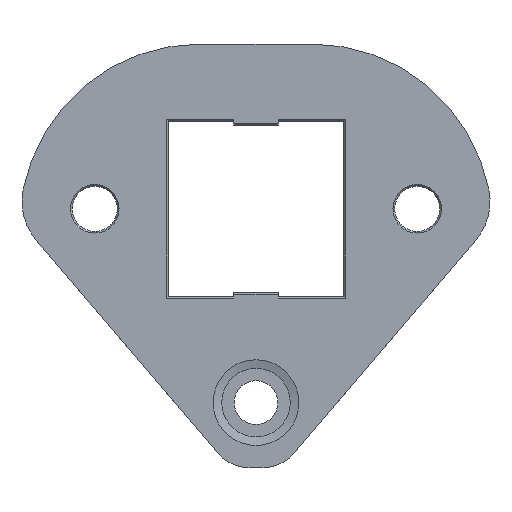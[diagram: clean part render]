
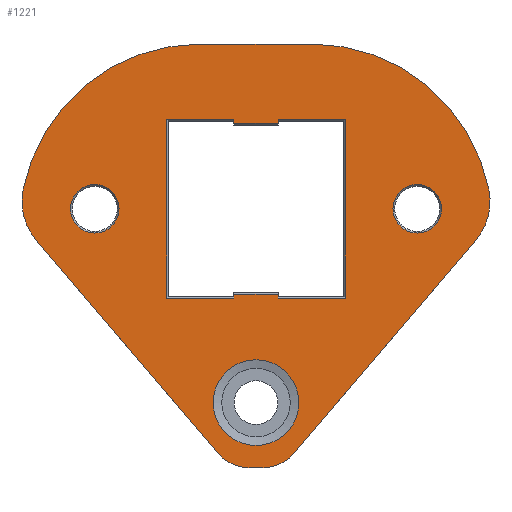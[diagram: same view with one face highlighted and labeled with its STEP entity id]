
A CAD part, front view. The second image highlights one B-rep face of the part: STEP entity #1221.
In plain terms, the highlighted planar face has unit normal (0, -1, 0).
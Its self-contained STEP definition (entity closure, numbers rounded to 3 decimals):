
#35=FACE_BOUND('',#173,.T.);
#36=FACE_BOUND('',#174,.T.);
#37=FACE_BOUND('',#175,.T.);
#38=FACE_BOUND('',#176,.T.);
#50=CIRCLE('',#1301,5.);
#51=CIRCLE('',#1302,5.);
#52=CIRCLE('',#1303,7.);
#53=CIRCLE('',#1304,21.);
#54=CIRCLE('',#1305,21.);
#55=CIRCLE('',#1306,7.);
#56=CIRCLE('',#1307,2.825);
#57=CIRCLE('',#1308,2.825);
#58=CIRCLE('',#1309,5.);
#107=FACE_OUTER_BOUND('',#172,.T.);
#172=EDGE_LOOP('',(#818,#819,#820,#821,#822,#823,#824,#825,#826,#827));
#173=EDGE_LOOP('',(#828));
#174=EDGE_LOOP('',(#829));
#175=EDGE_LOOP('',(#830));
#176=EDGE_LOOP('',(#831,#832,#833,#834,#835,#836,#837,#838,#839,#840,#841,
#842));
#253=LINE('',#1797,#381);
#254=LINE('',#1800,#382);
#259=LINE('',#1813,#387);
#260=LINE('',#1817,#388);
#261=LINE('',#1823,#389);
#262=LINE('',#1828,#390);
#263=LINE('',#1836,#391);
#264=LINE('',#1838,#392);
#265=LINE('',#1840,#393);
#266=LINE('',#1842,#394);
#267=LINE('',#1844,#395);
#268=LINE('',#1846,#396);
#269=LINE('',#1848,#397);
#270=LINE('',#1850,#398);
#271=LINE('',#1852,#399);
#272=LINE('',#1853,#400);
#381=VECTOR('',#1425,10.);
#382=VECTOR('',#1428,10.);
#387=VECTOR('',#1437,10.);
#388=VECTOR('',#1440,10.);
#389=VECTOR('',#1445,10.);
#390=VECTOR('',#1450,10.);
#391=VECTOR('',#1457,10.);
#392=VECTOR('',#1458,10.);
#393=VECTOR('',#1459,10.);
#394=VECTOR('',#1460,10.);
#395=VECTOR('',#1461,10.);
#396=VECTOR('',#1462,10.);
#397=VECTOR('',#1463,10.);
#398=VECTOR('',#1464,10.);
#399=VECTOR('',#1465,10.);
#400=VECTOR('',#1466,10.);
#506=VERTEX_POINT('',#1790);
#509=VERTEX_POINT('',#1795);
#510=VERTEX_POINT('',#1799);
#514=VERTEX_POINT('',#1809);
#515=VERTEX_POINT('',#1810);
#516=VERTEX_POINT('',#1812);
#517=VERTEX_POINT('',#1814);
#518=VERTEX_POINT('',#1816);
#519=VERTEX_POINT('',#1818);
#520=VERTEX_POINT('',#1820);
#521=VERTEX_POINT('',#1822);
#522=VERTEX_POINT('',#1824);
#523=VERTEX_POINT('',#1826);
#524=VERTEX_POINT('',#1829);
#525=VERTEX_POINT('',#1831);
#526=VERTEX_POINT('',#1833);
#527=VERTEX_POINT('',#1835);
#528=VERTEX_POINT('',#1837);
#529=VERTEX_POINT('',#1839);
#530=VERTEX_POINT('',#1841);
#531=VERTEX_POINT('',#1843);
#532=VERTEX_POINT('',#1845);
#533=VERTEX_POINT('',#1847);
#534=VERTEX_POINT('',#1849);
#535=VERTEX_POINT('',#1851);
#628=EDGE_CURVE('',#509,#506,#253,.T.);
#629=EDGE_CURVE('',#506,#510,#254,.T.);
#634=EDGE_CURVE('',#514,#515,#50,.T.);
#635=EDGE_CURVE('',#516,#514,#259,.T.);
#636=EDGE_CURVE('',#517,#516,#51,.T.);
#637=EDGE_CURVE('',#518,#517,#260,.T.);
#638=EDGE_CURVE('',#519,#518,#52,.T.);
#639=EDGE_CURVE('',#520,#519,#53,.T.);
#640=EDGE_CURVE('',#520,#521,#261,.T.);
#641=EDGE_CURVE('',#522,#521,#54,.T.);
#642=EDGE_CURVE('',#523,#522,#55,.T.);
#643=EDGE_CURVE('',#523,#515,#262,.T.);
#644=EDGE_CURVE('',#524,#524,#56,.T.);
#645=EDGE_CURVE('',#525,#525,#57,.T.);
#646=EDGE_CURVE('',#526,#526,#58,.T.);
#647=EDGE_CURVE('',#527,#509,#263,.T.);
#648=EDGE_CURVE('',#528,#527,#264,.T.);
#649=EDGE_CURVE('',#529,#528,#265,.T.);
#650=EDGE_CURVE('',#530,#529,#266,.T.);
#651=EDGE_CURVE('',#531,#530,#267,.T.);
#652=EDGE_CURVE('',#532,#531,#268,.T.);
#653=EDGE_CURVE('',#533,#532,#269,.T.);
#654=EDGE_CURVE('',#534,#533,#270,.T.);
#655=EDGE_CURVE('',#535,#534,#271,.T.);
#656=EDGE_CURVE('',#510,#535,#272,.T.);
#818=ORIENTED_EDGE('',*,*,#634,.F.);
#819=ORIENTED_EDGE('',*,*,#635,.F.);
#820=ORIENTED_EDGE('',*,*,#636,.F.);
#821=ORIENTED_EDGE('',*,*,#637,.F.);
#822=ORIENTED_EDGE('',*,*,#638,.F.);
#823=ORIENTED_EDGE('',*,*,#639,.F.);
#824=ORIENTED_EDGE('',*,*,#640,.T.);
#825=ORIENTED_EDGE('',*,*,#641,.F.);
#826=ORIENTED_EDGE('',*,*,#642,.F.);
#827=ORIENTED_EDGE('',*,*,#643,.T.);
#828=ORIENTED_EDGE('',*,*,#644,.F.);
#829=ORIENTED_EDGE('',*,*,#645,.F.);
#830=ORIENTED_EDGE('',*,*,#646,.T.);
#831=ORIENTED_EDGE('',*,*,#628,.F.);
#832=ORIENTED_EDGE('',*,*,#647,.F.);
#833=ORIENTED_EDGE('',*,*,#648,.F.);
#834=ORIENTED_EDGE('',*,*,#649,.F.);
#835=ORIENTED_EDGE('',*,*,#650,.F.);
#836=ORIENTED_EDGE('',*,*,#651,.F.);
#837=ORIENTED_EDGE('',*,*,#652,.F.);
#838=ORIENTED_EDGE('',*,*,#653,.F.);
#839=ORIENTED_EDGE('',*,*,#654,.F.);
#840=ORIENTED_EDGE('',*,*,#655,.F.);
#841=ORIENTED_EDGE('',*,*,#656,.F.);
#842=ORIENTED_EDGE('',*,*,#629,.F.);
#1176=PLANE('',#1300);
#1221=ADVANCED_FACE('',(#107,#35,#36,#37,#38),#1176,.F.);
#1300=AXIS2_PLACEMENT_3D('',#1808,#1433,#1434);
#1301=AXIS2_PLACEMENT_3D('',#1811,#1435,#1436);
#1302=AXIS2_PLACEMENT_3D('',#1815,#1438,#1439);
#1303=AXIS2_PLACEMENT_3D('',#1819,#1441,#1442);
#1304=AXIS2_PLACEMENT_3D('',#1821,#1443,#1444);
#1305=AXIS2_PLACEMENT_3D('',#1825,#1446,#1447);
#1306=AXIS2_PLACEMENT_3D('',#1827,#1448,#1449);
#1307=AXIS2_PLACEMENT_3D('',#1830,#1451,#1452);
#1308=AXIS2_PLACEMENT_3D('',#1832,#1453,#1454);
#1309=AXIS2_PLACEMENT_3D('',#1834,#1455,#1456);
#1425=DIRECTION('',(-1.,0.,0.));
#1428=DIRECTION('',(0.,0.,1.));
#1433=DIRECTION('center_axis',(0.,1.,0.));
#1434=DIRECTION('ref_axis',(1.,0.,0.));
#1435=DIRECTION('center_axis',(0.,1.,0.));
#1436=DIRECTION('ref_axis',(-0.419,0.,-0.908));
#1437=DIRECTION('',(-1.,0.,0.));
#1438=DIRECTION('center_axis',(0.,1.,0.));
#1439=DIRECTION('ref_axis',(0.419,0.,-0.908));
#1440=DIRECTION('',(-0.649,0.,-0.761));
#1441=DIRECTION('center_axis',(0.,1.,0.));
#1442=DIRECTION('ref_axis',(0.967,0.,-0.255));
#1443=DIRECTION('center_axis',(0.,1.,0.));
#1444=DIRECTION('ref_axis',(1.,0.,0.018));
#1445=DIRECTION('',(-1.,0.,0.));
#1446=DIRECTION('center_axis',(0.,1.,0.));
#1447=DIRECTION('ref_axis',(-1.,0.,0.018));
#1448=DIRECTION('center_axis',(0.,1.,0.));
#1449=DIRECTION('ref_axis',(-0.967,0.,-0.255));
#1450=DIRECTION('',(0.649,0.,-0.761));
#1451=DIRECTION('center_axis',(0.,-1.,0.));
#1452=DIRECTION('ref_axis',(1.,0.,0.));
#1453=DIRECTION('center_axis',(0.,-1.,0.));
#1454=DIRECTION('ref_axis',(1.,0.,0.));
#1455=DIRECTION('center_axis',(0.,1.,0.));
#1456=DIRECTION('ref_axis',(1.,0.,0.));
#1457=DIRECTION('',(0.,0.,-1.));
#1458=DIRECTION('',(-1.,0.,0.));
#1459=DIRECTION('',(0.,0.,1.));
#1460=DIRECTION('',(1.,0.,0.));
#1461=DIRECTION('',(0.,0.,-1.));
#1462=DIRECTION('',(1.,0.,0.));
#1463=DIRECTION('',(0.,0.,1.));
#1464=DIRECTION('',(1.,0.,0.));
#1465=DIRECTION('',(0.,0.,-1.));
#1466=DIRECTION('',(-1.,0.,0.));
#1790=CARTESIAN_POINT('',(-2.6,0.,9.965));
#1795=CARTESIAN_POINT('',(2.6,0.,9.965));
#1797=CARTESIAN_POINT('',(1.3,0.,9.965));
#1799=CARTESIAN_POINT('',(-2.6,0.,10.415));
#1800=CARTESIAN_POINT('',(-2.6,0.,9.765));
#1808=CARTESIAN_POINT('Origin',(0.,0.,0.));
#1809=CARTESIAN_POINT('',(-0.692,0.,-30.215));
#1810=CARTESIAN_POINT('',(-4.497,0.,-28.459));
#1811=CARTESIAN_POINT('Origin',(-0.692,0.,-25.215));
#1812=CARTESIAN_POINT('',(0.692,0.,-30.215));
#1813=CARTESIAN_POINT('',(3.,0.,-30.215));
#1814=CARTESIAN_POINT('',(4.497,0.,-28.459));
#1815=CARTESIAN_POINT('Origin',(0.692,0.,-25.215));
#1816=CARTESIAN_POINT('',(25.626,0.,-3.672));
#1817=CARTESIAN_POINT('',(27.55,0.,-1.415));
#1818=CARTESIAN_POINT('',(27.172,0.,2.197));
#1819=CARTESIAN_POINT('Origin',(20.299,0.,0.87));
#1820=CARTESIAN_POINT('',(6.553,0.,19.215));
#1821=CARTESIAN_POINT('Origin',(6.553,0.,-1.785));
#1822=CARTESIAN_POINT('',(-6.553,0.,19.215));
#1823=CARTESIAN_POINT('',(27.55,0.,19.215));
#1824=CARTESIAN_POINT('',(-27.172,0.,2.197));
#1825=CARTESIAN_POINT('Origin',(-6.553,0.,-1.785));
#1826=CARTESIAN_POINT('',(-25.626,0.,-3.672));
#1827=CARTESIAN_POINT('Origin',(-20.299,0.,0.87));
#1828=CARTESIAN_POINT('',(-27.55,0.,-1.415));
#1829=CARTESIAN_POINT('',(-21.625,0.,0.));
#1830=CARTESIAN_POINT('Origin',(-18.8,0.,0.));
#1831=CARTESIAN_POINT('',(15.975,0.,0.));
#1832=CARTESIAN_POINT('Origin',(18.8,0.,0.));
#1833=CARTESIAN_POINT('',(-5.,0.,-22.6));
#1834=CARTESIAN_POINT('Origin',(0.,0.,-22.6));
#1835=CARTESIAN_POINT('',(2.6,0.,10.415));
#1836=CARTESIAN_POINT('',(2.6,0.,10.215));
#1837=CARTESIAN_POINT('',(10.415,0.,10.415));
#1838=CARTESIAN_POINT('',(5.108,0.,10.415));
#1839=CARTESIAN_POINT('',(10.415,0.,-10.415));
#1840=CARTESIAN_POINT('',(10.415,0.,-5.108));
#1841=CARTESIAN_POINT('',(2.6,0.,-10.415));
#1842=CARTESIAN_POINT('',(1.3,0.,-10.415));
#1843=CARTESIAN_POINT('',(2.6,0.,-9.965));
#1844=CARTESIAN_POINT('',(2.6,0.,-9.765));
#1845=CARTESIAN_POINT('',(-2.6,0.,-9.965));
#1846=CARTESIAN_POINT('',(-1.3,0.,-9.965));
#1847=CARTESIAN_POINT('',(-2.6,0.,-10.415));
#1848=CARTESIAN_POINT('',(-2.6,0.,-10.215));
#1849=CARTESIAN_POINT('',(-10.415,0.,-10.415));
#1850=CARTESIAN_POINT('',(-5.108,0.,-10.415));
#1851=CARTESIAN_POINT('',(-10.415,0.,10.415));
#1852=CARTESIAN_POINT('',(-10.415,0.,5.108));
#1853=CARTESIAN_POINT('',(-1.3,0.,10.415));
